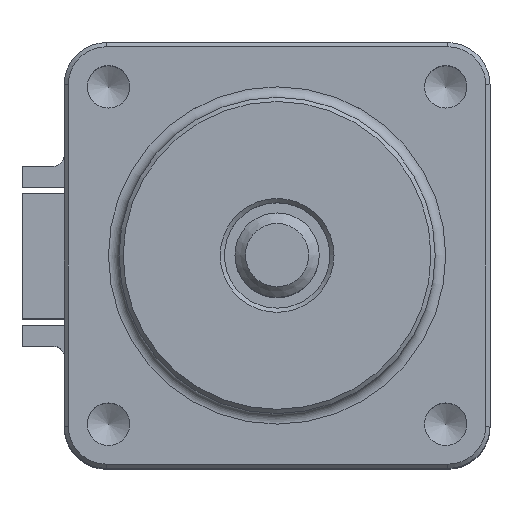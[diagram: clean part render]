
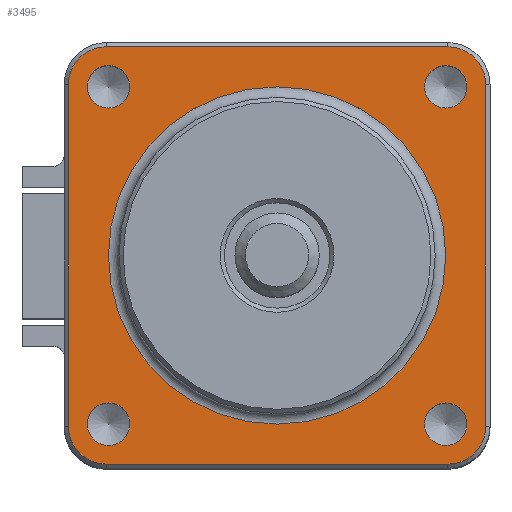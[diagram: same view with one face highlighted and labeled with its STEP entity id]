
A CAD part, top view. The second image highlights one B-rep face of the part: STEP entity #3495.
In plain terms, the highlighted planar face has unit normal (0, 0, 1).
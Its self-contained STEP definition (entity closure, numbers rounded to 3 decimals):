
#258=LINE('',#5388,#621);
#300=LINE('',#5502,#663);
#349=LINE('',#5630,#712);
#351=LINE('',#5638,#714);
#621=VECTOR('',#4403,10.);
#663=VECTOR('',#4523,10.);
#712=VECTOR('',#4656,10.);
#714=VECTOR('',#4666,10.);
#889=FACE_BOUND('',#1401,.T.);
#890=FACE_BOUND('',#1402,.T.);
#891=FACE_BOUND('',#1403,.T.);
#892=FACE_BOUND('',#1404,.T.);
#893=FACE_BOUND('',#1405,.T.);
#1151=FACE_OUTER_BOUND('',#1400,.T.);
#1400=EDGE_LOOP('',(#3098,#3099,#3100,#3101,#3102,#3103,#3104,#3105));
#1401=EDGE_LOOP('',(#3106));
#1402=EDGE_LOOP('',(#3107));
#1403=EDGE_LOOP('',(#3108));
#1404=EDGE_LOOP('',(#3109));
#1405=EDGE_LOOP('',(#3110));
#1451=CIRCLE('',#3641,8.);
#1455=CIRCLE('',#3656,1.8);
#1461=CIRCLE('',#3673,1.007);
#1467=CIRCLE('',#3694,1.8);
#1473=CIRCLE('',#3711,1.007);
#1479=CIRCLE('',#3733,1.8);
#1485=CIRCLE('',#3753,1.007);
#1491=CIRCLE('',#3775,1.8);
#1497=CIRCLE('',#3799,1.007);
#1660=VERTEX_POINT('',#5224);
#1677=VERTEX_POINT('',#5274);
#1678=VERTEX_POINT('',#5276);
#1691=VERTEX_POINT('',#5325);
#1711=VERTEX_POINT('',#5386);
#1713=VERTEX_POINT('',#5391);
#1724=VERTEX_POINT('',#5437);
#1744=VERTEX_POINT('',#5500);
#1746=VERTEX_POINT('',#5505);
#1761=VERTEX_POINT('',#5565);
#1781=VERTEX_POINT('',#5628);
#1783=VERTEX_POINT('',#5633);
#1798=VERTEX_POINT('',#5701);
#2017=EDGE_CURVE('',#1660,#1660,#1451,.T.);
#2040=EDGE_CURVE('',#1677,#1678,#1455,.T.);
#2065=EDGE_CURVE('',#1691,#1691,#1461,.T.);
#2093=EDGE_CURVE('',#1711,#1677,#258,.T.);
#2095=EDGE_CURVE('',#1713,#1711,#1467,.T.);
#2118=EDGE_CURVE('',#1724,#1724,#1473,.T.);
#2147=EDGE_CURVE('',#1744,#1713,#300,.T.);
#2149=EDGE_CURVE('',#1746,#1744,#1479,.T.);
#2179=EDGE_CURVE('',#1761,#1761,#1485,.T.);
#2208=EDGE_CURVE('',#1781,#1746,#349,.T.);
#2210=EDGE_CURVE('',#1783,#1781,#1491,.T.);
#2212=EDGE_CURVE('',#1678,#1783,#351,.T.);
#2244=EDGE_CURVE('',#1798,#1798,#1497,.T.);
#3098=ORIENTED_EDGE('',*,*,#2212,.F.);
#3099=ORIENTED_EDGE('',*,*,#2040,.F.);
#3100=ORIENTED_EDGE('',*,*,#2093,.F.);
#3101=ORIENTED_EDGE('',*,*,#2095,.F.);
#3102=ORIENTED_EDGE('',*,*,#2147,.F.);
#3103=ORIENTED_EDGE('',*,*,#2149,.F.);
#3104=ORIENTED_EDGE('',*,*,#2208,.F.);
#3105=ORIENTED_EDGE('',*,*,#2210,.F.);
#3106=ORIENTED_EDGE('',*,*,#2017,.T.);
#3107=ORIENTED_EDGE('',*,*,#2179,.T.);
#3108=ORIENTED_EDGE('',*,*,#2118,.T.);
#3109=ORIENTED_EDGE('',*,*,#2065,.T.);
#3110=ORIENTED_EDGE('',*,*,#2244,.T.);
#3291=PLANE('',#3798);
#3495=ADVANCED_FACE('',(#1151,#889,#890,#891,#892,#893),#3291,.T.);
#3641=AXIS2_PLACEMENT_3D('',#5225,#4239,#4240);
#3656=AXIS2_PLACEMENT_3D('',#5277,#4288,#4289);
#3673=AXIS2_PLACEMENT_3D('',#5326,#4341,#4342);
#3694=AXIS2_PLACEMENT_3D('',#5393,#4407,#4408);
#3711=AXIS2_PLACEMENT_3D('',#5438,#4458,#4459);
#3733=AXIS2_PLACEMENT_3D('',#5507,#4527,#4528);
#3753=AXIS2_PLACEMENT_3D('',#5566,#4591,#4592);
#3775=AXIS2_PLACEMENT_3D('',#5635,#4660,#4661);
#3798=AXIS2_PLACEMENT_3D('',#5700,#4734,#4735);
#3799=AXIS2_PLACEMENT_3D('',#5702,#4736,#4737);
#4239=DIRECTION('center_axis',(0.,0.,-1.));
#4240=DIRECTION('ref_axis',(-1.,0.,0.));
#4288=DIRECTION('center_axis',(0.,0.,-1.));
#4289=DIRECTION('ref_axis',(0.,1.,0.));
#4341=DIRECTION('center_axis',(0.,0.,-1.));
#4342=DIRECTION('ref_axis',(0.,1.,0.));
#4403=DIRECTION('',(0.,1.,0.));
#4407=DIRECTION('center_axis',(0.,0.,-1.));
#4408=DIRECTION('ref_axis',(-1.,0.,0.));
#4458=DIRECTION('center_axis',(0.,0.,-1.));
#4459=DIRECTION('ref_axis',(-1.,0.,0.));
#4523=DIRECTION('',(-1.,0.,0.));
#4527=DIRECTION('center_axis',(0.,0.,-1.));
#4528=DIRECTION('ref_axis',(0.,-1.,0.));
#4591=DIRECTION('center_axis',(0.,0.,-1.));
#4592=DIRECTION('ref_axis',(0.,-1.,0.));
#4656=DIRECTION('',(0.,-1.,0.));
#4660=DIRECTION('center_axis',(0.,0.,-1.));
#4661=DIRECTION('ref_axis',(1.,0.,0.));
#4666=DIRECTION('',(1.,0.,0.));
#4734=DIRECTION('center_axis',(0.,0.,1.));
#4735=DIRECTION('ref_axis',(1.,0.,0.));
#4736=DIRECTION('center_axis',(0.,0.,-1.));
#4737=DIRECTION('ref_axis',(1.,0.,0.));
#5224=CARTESIAN_POINT('',(8.,0.,6.));
#5225=CARTESIAN_POINT('Origin',(0.,0.,6.));
#5274=CARTESIAN_POINT('',(-9.9,8.1,6.));
#5276=CARTESIAN_POINT('',(-8.1,9.9,6.));
#5277=CARTESIAN_POINT('Origin',(-8.1,8.1,6.));
#5325=CARTESIAN_POINT('',(-8.,9.007,6.));
#5326=CARTESIAN_POINT('Origin',(-8.,8.,6.));
#5386=CARTESIAN_POINT('',(-9.9,-8.1,6.));
#5388=CARTESIAN_POINT('',(-9.9,6.472,6.));
#5391=CARTESIAN_POINT('',(-8.1,-9.9,6.));
#5393=CARTESIAN_POINT('Origin',(-8.1,-8.1,6.));
#5437=CARTESIAN_POINT('',(-9.007,-8.,6.));
#5438=CARTESIAN_POINT('Origin',(-8.,-8.,6.));
#5500=CARTESIAN_POINT('',(8.1,-9.9,6.));
#5502=CARTESIAN_POINT('',(-6.472,-9.9,6.));
#5505=CARTESIAN_POINT('',(9.9,-8.1,6.));
#5507=CARTESIAN_POINT('Origin',(8.1,-8.1,6.));
#5565=CARTESIAN_POINT('',(8.,-9.007,6.));
#5566=CARTESIAN_POINT('Origin',(8.,-8.,6.));
#5628=CARTESIAN_POINT('',(9.9,8.1,6.));
#5630=CARTESIAN_POINT('',(9.9,-6.472,6.));
#5633=CARTESIAN_POINT('',(8.1,9.9,6.));
#5635=CARTESIAN_POINT('Origin',(8.1,8.1,6.));
#5638=CARTESIAN_POINT('',(-2.422,9.9,6.));
#5700=CARTESIAN_POINT('Origin',(4.843,4.843,6.));
#5701=CARTESIAN_POINT('',(9.007,8.,6.));
#5702=CARTESIAN_POINT('Origin',(8.,8.,6.));
